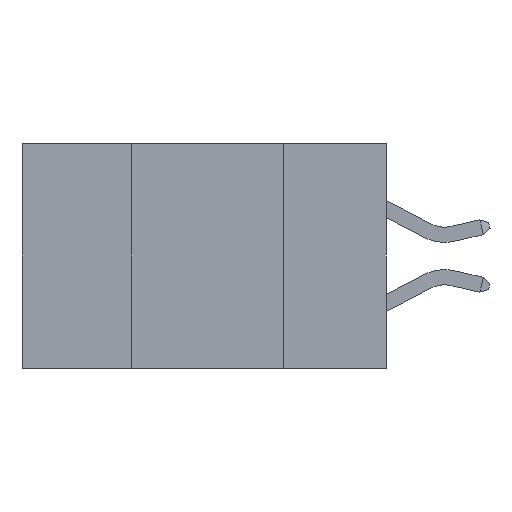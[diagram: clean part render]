
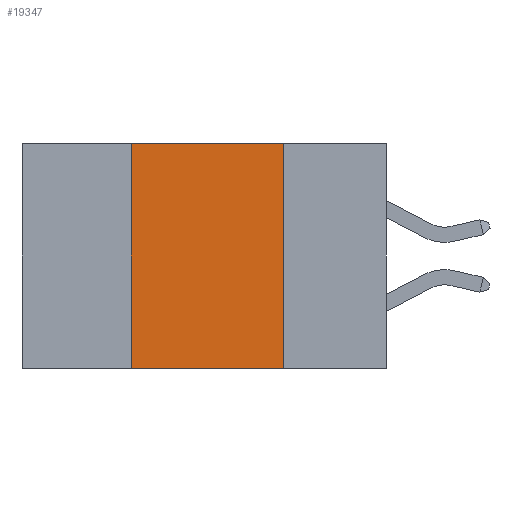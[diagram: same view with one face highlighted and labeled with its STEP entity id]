
A CAD part, left-side view. The second image highlights one B-rep face of the part: STEP entity #19347.
In plain terms, the highlighted planar face has unit normal (-1, 0, 0).
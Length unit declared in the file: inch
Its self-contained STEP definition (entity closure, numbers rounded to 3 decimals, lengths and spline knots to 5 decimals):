
#32 = VECTOR ( 'NONE', #8036, 39.37008 ) ;
#972 = DIRECTION ( 'NONE',  ( 0., -1., 0. ) ) ;
#2422 = CARTESIAN_POINT ( 'NONE',  ( 0., 0.42, -0.37 ) ) ;
#2823 = VECTOR ( 'NONE', #972, 39.37008 ) ;
#2883 = DIRECTION ( 'NONE',  ( 0., 0., -1. ) ) ;
#3260 = ORIENTED_EDGE ( 'NONE', *, *, #19534, .F. ) ;
#4451 = ORIENTED_EDGE ( 'NONE', *, *, #13583, .F. ) ;
#6446 = PLANE ( 'NONE',  #19883 ) ;
#6659 = EDGE_CURVE ( 'NONE', #14237, #11230, #19874, .T. ) ;
#6905 = CARTESIAN_POINT ( 'NONE',  ( 0., 0.42, -0.37 ) ) ;
#7599 = LINE ( 'NONE', #16795, #2823 ) ;
#7989 = ORIENTED_EDGE ( 'NONE', *, *, #22703, .F. ) ;
#8036 = DIRECTION ( 'NONE',  ( 0., 0., -1. ) ) ;
#8301 = ORIENTED_EDGE ( 'NONE', *, *, #6659, .T. ) ;
#9511 = CARTESIAN_POINT ( 'NONE',  ( 0., 0.17, -0.37 ) ) ;
#10396 = FACE_OUTER_BOUND ( 'NONE', #12324, .T. ) ;
#11230 = VERTEX_POINT ( 'NONE', #9511 ) ;
#12324 = EDGE_LOOP ( 'NONE', ( #4451, #7989, #3260, #8301 ) ) ;
#13127 = LINE ( 'NONE', #18388, #32 ) ;
#13386 = DIRECTION ( 'NONE',  ( 1., 0., 0. ) ) ;
#13583 = EDGE_CURVE ( 'NONE', #19669, #11230, #13127, .T. ) ;
#14237 = VERTEX_POINT ( 'NONE', #2422 ) ;
#14594 = CARTESIAN_POINT ( 'NONE',  ( 0., 0.6, -0.37 ) ) ;
#16366 = DIRECTION ( 'NONE',  ( 0., -1., 0. ) ) ;
#16795 = CARTESIAN_POINT ( 'NONE',  ( 0., 0.6, 0. ) ) ;
#17002 = VERTEX_POINT ( 'NONE', #20828 ) ;
#18388 = CARTESIAN_POINT ( 'NONE',  ( 0., 0.17, -0.37 ) ) ;
#19282 = CARTESIAN_POINT ( 'NONE',  ( 0., 0.17, 0. ) ) ;
#19333 = VECTOR ( 'NONE', #16366, 39.37008 ) ;
#19347 = ADVANCED_FACE ( 'NONE', ( #10396 ), #6446, .F. ) ;
#19534 = EDGE_CURVE ( 'NONE', #14237, #17002, #22550, .T. ) ;
#19669 = VERTEX_POINT ( 'NONE', #19282 ) ;
#19874 = LINE ( 'NONE', #14594, #19333 ) ;
#19883 = AXIS2_PLACEMENT_3D ( 'NONE', #20277, #13386, #2883 ) ;
#20277 = CARTESIAN_POINT ( 'NONE',  ( 0., 0.6, 0. ) ) ;
#20719 = DIRECTION ( 'NONE',  ( 0., 0., 1. ) ) ;
#20828 = CARTESIAN_POINT ( 'NONE',  ( 0., 0.42, 0. ) ) ;
#20941 = VECTOR ( 'NONE', #20719, 39.37008 ) ;
#22550 = LINE ( 'NONE', #6905, #20941 ) ;
#22703 = EDGE_CURVE ( 'NONE', #17002, #19669, #7599, .T. ) ;
